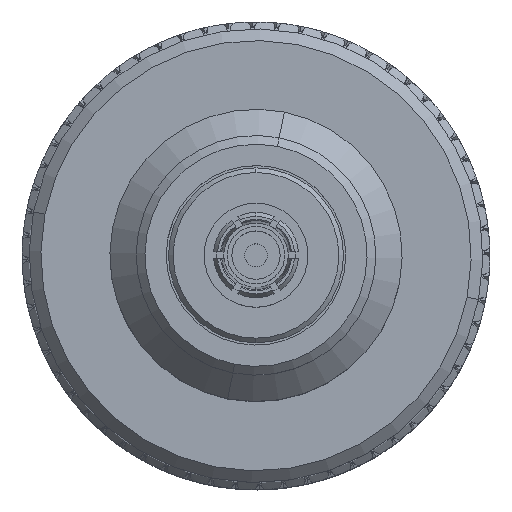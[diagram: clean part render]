
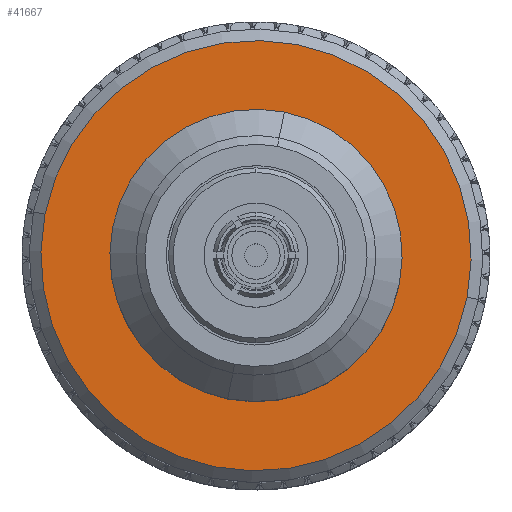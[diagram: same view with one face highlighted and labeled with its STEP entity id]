
A CAD part, top view. The second image highlights one B-rep face of the part: STEP entity #41667.
In plain terms, the highlighted face is planar.
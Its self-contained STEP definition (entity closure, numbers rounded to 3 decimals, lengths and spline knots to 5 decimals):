
#2913 = CARTESIAN_POINT ( 'NONE',  ( 0.649, 0., 0. ) ) ;
#3582 = DIRECTION ( 'NONE',  ( 1., 0., 0. ) ) ;
#6588 = EDGE_CURVE ( 'NONE', #13501, #55492, #86784, .T. ) ;
#6627 = FACE_BOUND ( 'NONE', #63953, .T. ) ;
#13501 = VERTEX_POINT ( 'NONE', #76088 ) ;
#15663 = CARTESIAN_POINT ( 'NONE',  ( 0.649, 0.38809, 0. ) ) ;
#17248 = CIRCLE ( 'NONE', #20788, 0.25 ) ;
#17604 = ORIENTED_EDGE ( 'NONE', *, *, #17626, .T. ) ;
#17626 = EDGE_CURVE ( 'NONE', #66359, #94532, #25518, .T. ) ;
#20788 = AXIS2_PLACEMENT_3D ( 'NONE', #2913, #79847, #105890 ) ;
#25518 = CIRCLE ( 'NONE', #47273, 0.36809 ) ;
#26790 = DIRECTION ( 'NONE',  ( 0., -1., 0. ) ) ;
#35764 = CARTESIAN_POINT ( 'NONE',  ( 0.649, 0.36809, 0. ) ) ;
#39145 = CARTESIAN_POINT ( 'NONE',  ( 0.649, 0., 0. ) ) ;
#39990 = PLANE ( 'NONE',  #82175 ) ;
#41667 = ADVANCED_FACE ( 'NONE', ( #58667, #6627 ), #39990, .F. ) ;
#44329 = CARTESIAN_POINT ( 'NONE',  ( 0.649, 0., 0. ) ) ;
#44708 = EDGE_CURVE ( 'NONE', #55492, #13501, #17248, .T. ) ;
#47273 = AXIS2_PLACEMENT_3D ( 'NONE', #105452, #3582, #80503 ) ;
#48609 = CIRCLE ( 'NONE', #64932, 0.36809 ) ;
#48938 = ORIENTED_EDGE ( 'NONE', *, *, #82963, .T. ) ;
#54486 = DIRECTION ( 'NONE',  ( 1., 0., 0. ) ) ;
#55492 = VERTEX_POINT ( 'NONE', #83589 ) ;
#58667 = FACE_OUTER_BOUND ( 'NONE', #96843, .T. ) ;
#60222 = CARTESIAN_POINT ( 'NONE',  ( 0.649, -0.36809, 0. ) ) ;
#63953 = EDGE_LOOP ( 'NONE', ( #84028, #71874 ) ) ;
#64932 = AXIS2_PLACEMENT_3D ( 'NONE', #44329, #71492, #26790 ) ;
#66359 = VERTEX_POINT ( 'NONE', #60222 ) ;
#70563 = AXIS2_PLACEMENT_3D ( 'NONE', #39145, #54486, #79935 ) ;
#71492 = DIRECTION ( 'NONE',  ( 1., 0., 0. ) ) ;
#71874 = ORIENTED_EDGE ( 'NONE', *, *, #44708, .F. ) ;
#75072 = DIRECTION ( 'NONE',  ( -1., 0., 0. ) ) ;
#76088 = CARTESIAN_POINT ( 'NONE',  ( 0.649, 0.25, 0. ) ) ;
#79847 = DIRECTION ( 'NONE',  ( 1., 0., 0. ) ) ;
#79935 = DIRECTION ( 'NONE',  ( 0., -1., 0. ) ) ;
#80503 = DIRECTION ( 'NONE',  ( 0., -1., 0. ) ) ;
#82175 = AXIS2_PLACEMENT_3D ( 'NONE', #15663, #75072, #101113 ) ;
#82963 = EDGE_CURVE ( 'NONE', #94532, #66359, #48609, .T. ) ;
#83589 = CARTESIAN_POINT ( 'NONE',  ( 0.649, -0.25, 0. ) ) ;
#84028 = ORIENTED_EDGE ( 'NONE', *, *, #6588, .F. ) ;
#86784 = CIRCLE ( 'NONE', #70563, 0.25 ) ;
#94532 = VERTEX_POINT ( 'NONE', #35764 ) ;
#96843 = EDGE_LOOP ( 'NONE', ( #17604, #48938 ) ) ;
#101113 = DIRECTION ( 'NONE',  ( 0., -1., 0. ) ) ;
#105452 = CARTESIAN_POINT ( 'NONE',  ( 0.649, 0., 0. ) ) ;
#105890 = DIRECTION ( 'NONE',  ( 0., -1., 0. ) ) ;
